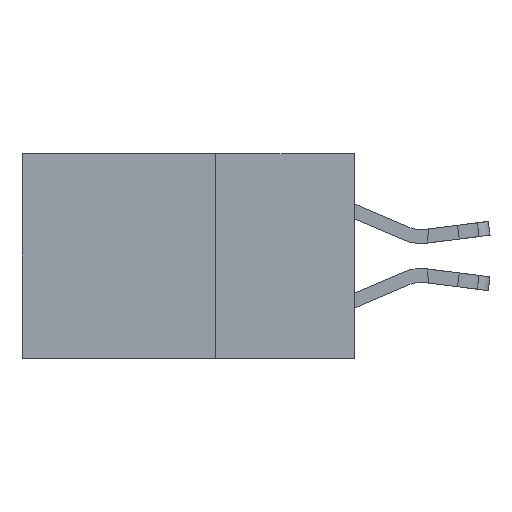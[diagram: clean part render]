
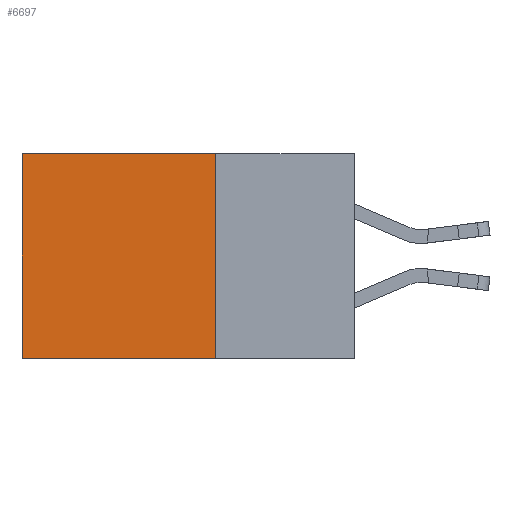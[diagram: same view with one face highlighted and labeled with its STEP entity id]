
A CAD part, left-side view. The second image highlights one B-rep face of the part: STEP entity #6697.
In plain terms, the highlighted planar face has unit normal (-1, 0, 0).
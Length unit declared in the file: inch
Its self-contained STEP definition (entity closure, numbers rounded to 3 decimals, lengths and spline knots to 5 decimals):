
#536 = EDGE_LOOP ( 'NONE', ( #14762, #3092, #13551, #4775 ) ) ;
#1239 = VECTOR ( 'NONE', #2270, 39.37008 ) ;
#1587 = PLANE ( 'NONE',  #22479 ) ;
#1823 = DIRECTION ( 'NONE',  ( 0., 1., 0. ) ) ;
#2270 = DIRECTION ( 'NONE',  ( 0., 0., -1. ) ) ;
#2564 = VECTOR ( 'NONE', #1823, 39.37008 ) ;
#3092 = ORIENTED_EDGE ( 'NONE', *, *, #22926, .F. ) ;
#3145 = LINE ( 'NONE', #7265, #2564 ) ;
#3359 = VERTEX_POINT ( 'NONE', #20410 ) ;
#4775 = ORIENTED_EDGE ( 'NONE', *, *, #19372, .T. ) ;
#5226 = VERTEX_POINT ( 'NONE', #15063 ) ;
#6310 = EDGE_CURVE ( 'NONE', #11937, #3359, #16912, .T. ) ;
#6409 = CARTESIAN_POINT ( 'NONE',  ( 0.298, 0.6, 0. ) ) ;
#6697 = ADVANCED_FACE ( 'NONE', ( #8271 ), #1587, .F. ) ;
#7102 = DIRECTION ( 'NONE',  ( 0., 0., -1. ) ) ;
#7265 = CARTESIAN_POINT ( 'NONE',  ( 0.298, 0.25, 0. ) ) ;
#7335 = EDGE_CURVE ( 'NONE', #5226, #21745, #19622, .T. ) ;
#7775 = DIRECTION ( 'NONE',  ( 0., 1., 0. ) ) ;
#8043 = CARTESIAN_POINT ( 'NONE',  ( 0.298, 0.25, 0. ) ) ;
#8271 = FACE_OUTER_BOUND ( 'NONE', #536, .T. ) ;
#8521 = CARTESIAN_POINT ( 'NONE',  ( 0.298, 0.25, -0.37 ) ) ;
#8884 = DIRECTION ( 'NONE',  ( 1., 0., 0. ) ) ;
#11937 = VERTEX_POINT ( 'NONE', #6409 ) ;
#13551 = ORIENTED_EDGE ( 'NONE', *, *, #7335, .F. ) ;
#14762 = ORIENTED_EDGE ( 'NONE', *, *, #6310, .T. ) ;
#15063 = CARTESIAN_POINT ( 'NONE',  ( 0.298, 0.25, 0. ) ) ;
#16774 = CARTESIAN_POINT ( 'NONE',  ( 0.298, 0.25, -0.37 ) ) ;
#16912 = LINE ( 'NONE', #20968, #19206 ) ;
#17504 = LINE ( 'NONE', #16774, #17810 ) ;
#17810 = VECTOR ( 'NONE', #7775, 39.37008 ) ;
#19157 = DIRECTION ( 'NONE',  ( 0., 0., -1. ) ) ;
#19206 = VECTOR ( 'NONE', #19157, 39.37008 ) ;
#19372 = EDGE_CURVE ( 'NONE', #5226, #11937, #3145, .T. ) ;
#19622 = LINE ( 'NONE', #8043, #1239 ) ;
#19881 = CARTESIAN_POINT ( 'NONE',  ( 0.298, 0.25, 0. ) ) ;
#20410 = CARTESIAN_POINT ( 'NONE',  ( 0.298, 0.6, -0.37 ) ) ;
#20968 = CARTESIAN_POINT ( 'NONE',  ( 0.298, 0.6, 0. ) ) ;
#21745 = VERTEX_POINT ( 'NONE', #8521 ) ;
#22479 = AXIS2_PLACEMENT_3D ( 'NONE', #19881, #8884, #7102 ) ;
#22926 = EDGE_CURVE ( 'NONE', #21745, #3359, #17504, .T. ) ;
